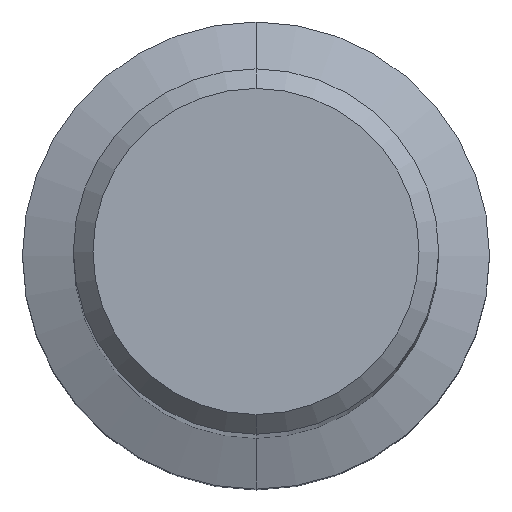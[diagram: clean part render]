
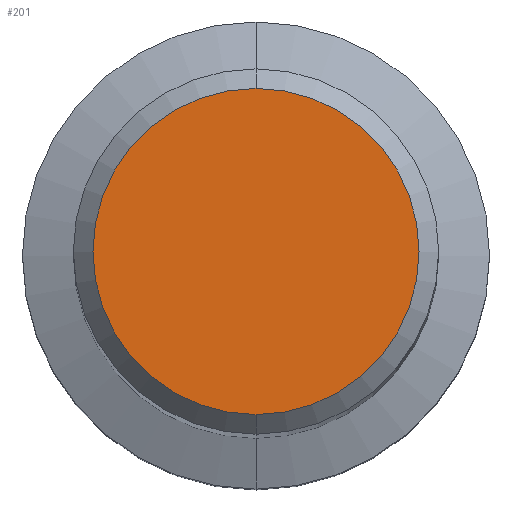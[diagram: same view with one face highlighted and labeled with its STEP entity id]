
A CAD part, top view. The second image highlights one B-rep face of the part: STEP entity #201.
In plain terms, the highlighted planar face has unit normal (0, 0, 1).
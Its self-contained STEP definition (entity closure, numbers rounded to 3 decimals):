
#141=VERTEX_POINT('',#341);
#201=ADVANCED_FACE('',(#413),#414,.T.);
#211=EDGE_CURVE('',#213,#141,#426,.T.);
#213=VERTEX_POINT('',#428);
#287=EDGE_CURVE('',#141,#213,#510,.T.);
#341=CARTESIAN_POINT('',(0.,-6.65,0.0));
#413=FACE_OUTER_BOUND('',#649,.T.);
#414=PLANE('',#650);
#426=CIRCLE('',#663,6.65);
#428=CARTESIAN_POINT('',(0.0,6.65,0.0));
#510=CIRCLE('',#775,6.65);
#649=EDGE_LOOP('',(#925,#926));
#650=AXIS2_PLACEMENT_3D('',#927,#928,#929);
#663=AXIS2_PLACEMENT_3D('',#944,#945,#946);
#775=AXIS2_PLACEMENT_3D('',#1046,#1047,#1048);
#925=ORIENTED_EDGE('',*,*,#211,.F.);
#926=ORIENTED_EDGE('',*,*,#287,.F.);
#927=CARTESIAN_POINT('',(0.0,3.325,0.0));
#928=DIRECTION('',(-0.0,0.0,1.0));
#929=DIRECTION('',(0.0,-1.0,0.0));
#944=CARTESIAN_POINT('',(0.0,0.0,0.0));
#945=DIRECTION('',(0.0,0.0,-1.0));
#946=DIRECTION('',(0.0,1.0,0.0));
#1046=CARTESIAN_POINT('',(0.0,0.0,0.0));
#1047=DIRECTION('',(0.0,0.0,-1.0));
#1048=DIRECTION('',(0.0,1.0,0.0));
